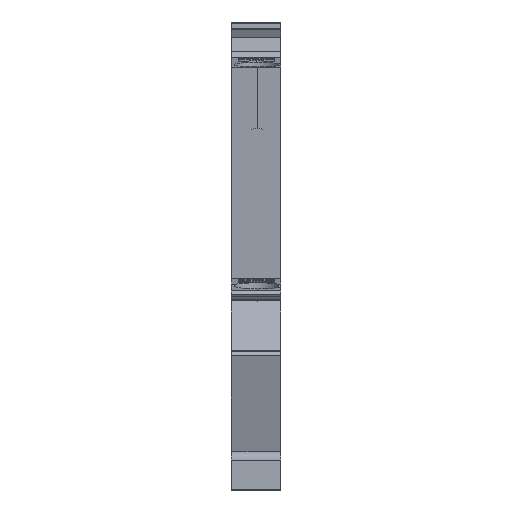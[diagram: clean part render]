
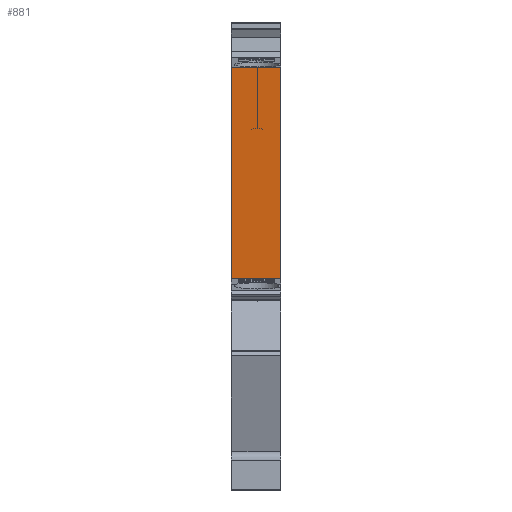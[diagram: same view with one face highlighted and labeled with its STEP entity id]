
A CAD part, front view. The second image highlights one B-rep face of the part: STEP entity #881.
In plain terms, the highlighted planar face has unit normal (0, -0.996, -0.087).
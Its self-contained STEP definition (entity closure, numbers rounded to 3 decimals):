
#881=ADVANCED_FACE('',(#1946),#1947,.F.);
#1946=FACE_OUTER_BOUND('',#3197,.T.);
#1947=PLANE('',#3198);
#3197=EDGE_LOOP('',(#6015,#6016,#6017,#6018));
#3198=AXIS2_PLACEMENT_3D('',#6019,#6020,#6021);
#6015=ORIENTED_EDGE('',*,*,#8785,.T.);
#6016=ORIENTED_EDGE('',*,*,#8786,.F.);
#6017=ORIENTED_EDGE('',*,*,#8719,.T.);
#6018=ORIENTED_EDGE('',*,*,#8178,.T.);
#6019=CARTESIAN_POINT('',(5.15,14.732,21.989));
#6020=DIRECTION('',(0.,0.996,0.087));
#6021=DIRECTION('',(-1.0,0.,0.));
#8178=EDGE_CURVE('',#10031,#10029,#10032,.T.);
#8719=EDGE_CURVE('',#10812,#10031,#10813,.T.);
#8785=EDGE_CURVE('',#10029,#10907,#10908,.T.);
#8786=EDGE_CURVE('',#10812,#10907,#10909,.T.);
#10029=VERTEX_POINT('',#12888);
#10031=VERTEX_POINT('',#12891);
#10032=LINE('',#12892,#12893);
#10812=VERTEX_POINT('',#15222);
#10813=LINE('',#15223,#15224);
#10907=VERTEX_POINT('',#15361);
#10908=LINE('',#15362,#15363);
#10909=LINE('',#15364,#15365);
#12888=CARTESIAN_POINT('',(5.15,12.807,43.99));
#12891=CARTESIAN_POINT('',(5.15,14.732,21.989));
#12892=CARTESIAN_POINT('',(5.15,12.783,44.266));
#12893=VECTOR('',#17915,1.0);
#15222=CARTESIAN_POINT('',(0.,14.732,21.989));
#15223=CARTESIAN_POINT('',(-7.2,14.732,21.989));
#15224=VECTOR('',#18334,1.0);
#15361=CARTESIAN_POINT('',(0.,12.807,43.99));
#15362=CARTESIAN_POINT('',(-7.2,12.807,43.99));
#15363=VECTOR('',#18390,1.0);
#15364=CARTESIAN_POINT('',(0.,12.783,44.266));
#15365=VECTOR('',#18391,1.0);
#17915=DIRECTION('',(0.,-0.087,0.996));
#18334=DIRECTION('',(1.0,0.,0.));
#18390=DIRECTION('',(-1.0,0.,0.));
#18391=DIRECTION('',(0.,-0.087,0.996));
